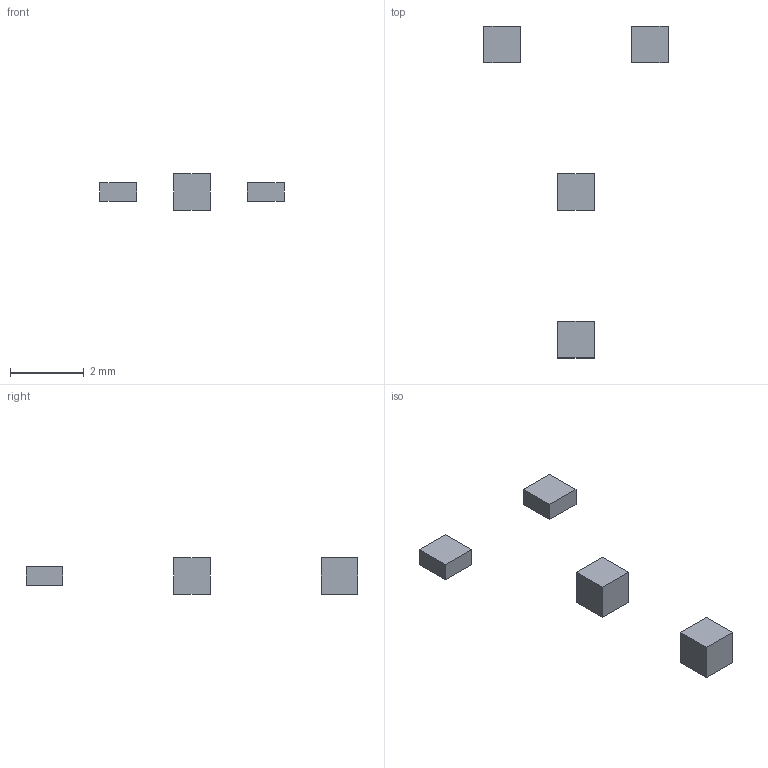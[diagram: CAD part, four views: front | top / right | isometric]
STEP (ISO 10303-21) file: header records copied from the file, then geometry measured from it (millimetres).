
FILE_DESCRIPTION(('Open CASCADE Model'),'2;1');
FILE_NAME('Open CASCADE Shape Model','2021-08-31T19:38:55',('Author'),( 'Open CASCADE'),'Open CASCADE STEP processor 7.5','Open CASCADE 7.5' ,'Unknown');
FILE_SCHEMA(('AUTOMOTIVE_DESIGN { 1 0 10303 214 1 1 1 1 }'));
Length unit declared in the file: millimetre
Products named in the file (7): CQ assembly; TOP; TOP_part; SECOND; SECOND_part; BOTTOM; BOTTOM_part
Assembly tree (6 placements, depth 5):
  CQ assembly
    TOP
      TOP_part
      SECOND
        SECOND_part
        BOTTOM
          BOTTOM_part
Bounding box: 5 x 9 x 1 mm (x, y, z)
Volume: 3 mm3; surface area: 20 mm2
Topology: 4 solids, 4 shells, 24 faces, 48 edges, 32 vertices
Faces by surface type: plane 24
Entity records: 1372 total; most frequent: CARTESIAN_POINT 207, DIRECTION 206, LINE 144, VECTOR 144, ORIENTED_EDGE 96, PCURVE 96, DEFINITIONAL_REPRESENTATION 96, EDGE_CURVE 48
